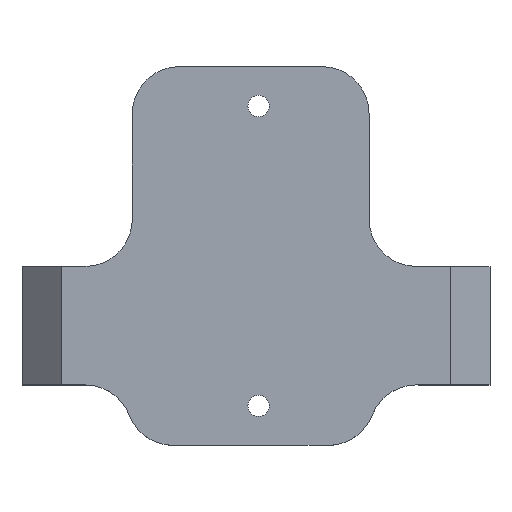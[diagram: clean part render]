
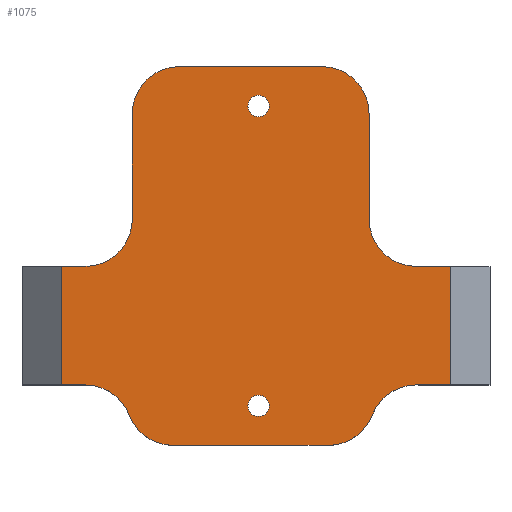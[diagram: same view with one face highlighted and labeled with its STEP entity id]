
A CAD part, top view. The second image highlights one B-rep face of the part: STEP entity #1075.
In plain terms, the highlighted planar face has unit normal (0, 0, 1).
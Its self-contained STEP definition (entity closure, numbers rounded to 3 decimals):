
#39=CIRCLE('',#1133,6.);
#41=CIRCLE('',#1136,6.);
#50=CIRCLE('',#1147,6.);
#51=CIRCLE('',#1149,6.);
#52=CIRCLE('',#1151,6.);
#53=CIRCLE('',#1154,6.);
#54=CIRCLE('',#1157,6.);
#55=CIRCLE('',#1160,6.);
#60=CIRCLE('',#1171,1.35);
#63=CIRCLE('',#1176,1.35);
#81=FACE_BOUND('',#194,.T.);
#82=FACE_BOUND('',#195,.T.);
#123=FACE_OUTER_BOUND('',#193,.T.);
#193=EDGE_LOOP('',(#891,#892,#893,#894,#895,#896,#897,#898,#899,#900,#901,
#902,#903,#904,#905,#906,#907,#908));
#194=EDGE_LOOP('',(#909));
#195=EDGE_LOOP('',(#910));
#249=LINE('',#1575,#363);
#255=LINE('',#1588,#369);
#257=LINE('',#1596,#371);
#265=LINE('',#1613,#379);
#288=LINE('',#1688,#402);
#292=LINE('',#1697,#406);
#294=LINE('',#1704,#408);
#298=LINE('',#1723,#412);
#300=LINE('',#1729,#414);
#304=LINE('',#1742,#418);
#363=VECTOR('',#1261,10.);
#369=VECTOR('',#1271,1000.);
#371=VECTOR('',#1277,10.);
#379=VECTOR('',#1289,10.);
#402=VECTOR('',#1358,10.);
#406=VECTOR('',#1368,10.);
#408=VECTOR('',#1376,10.);
#412=VECTOR('',#1402,10.);
#414=VECTOR('',#1410,1000.);
#418=VECTOR('',#1424,10.);
#471=VERTEX_POINT('',#1572);
#472=VERTEX_POINT('',#1574);
#477=VERTEX_POINT('',#1586);
#480=VERTEX_POINT('',#1593);
#481=VERTEX_POINT('',#1595);
#488=VERTEX_POINT('',#1611);
#496=VERTEX_POINT('',#1631);
#497=VERTEX_POINT('',#1633);
#499=VERTEX_POINT('',#1639);
#513=VERTEX_POINT('',#1673);
#514=VERTEX_POINT('',#1674);
#515=VERTEX_POINT('',#1681);
#516=VERTEX_POINT('',#1683);
#517=VERTEX_POINT('',#1687);
#518=VERTEX_POINT('',#1691);
#519=VERTEX_POINT('',#1695);
#520=VERTEX_POINT('',#1699);
#521=VERTEX_POINT('',#1703);
#526=VERTEX_POINT('',#1725);
#530=VERTEX_POINT('',#1738);
#579=EDGE_CURVE('',#471,#472,#249,.T.);
#586=EDGE_CURVE('',#471,#477,#255,.T.);
#589=EDGE_CURVE('',#480,#481,#257,.T.);
#598=EDGE_CURVE('',#488,#480,#265,.T.);
#608=EDGE_CURVE('',#496,#497,#39,.T.);
#612=EDGE_CURVE('',#499,#496,#41,.T.);
#629=EDGE_CURVE('',#513,#514,#50,.T.);
#632=EDGE_CURVE('',#514,#477,#51,.T.);
#634=EDGE_CURVE('',#515,#516,#52,.T.);
#636=EDGE_CURVE('',#517,#516,#288,.T.);
#639=EDGE_CURVE('',#518,#488,#53,.T.);
#641=EDGE_CURVE('',#518,#519,#292,.T.);
#642=EDGE_CURVE('',#517,#520,#54,.T.);
#644=EDGE_CURVE('',#521,#520,#294,.T.);
#646=EDGE_CURVE('',#521,#519,#55,.T.);
#653=EDGE_CURVE('',#513,#497,#298,.T.);
#655=EDGE_CURVE('',#526,#526,#60,.T.);
#656=EDGE_CURVE('',#499,#481,#300,.T.);
#662=EDGE_CURVE('',#530,#530,#63,.T.);
#663=EDGE_CURVE('',#472,#515,#304,.T.);
#891=ORIENTED_EDGE('',*,*,#579,.F.);
#892=ORIENTED_EDGE('',*,*,#586,.T.);
#893=ORIENTED_EDGE('',*,*,#632,.F.);
#894=ORIENTED_EDGE('',*,*,#629,.F.);
#895=ORIENTED_EDGE('',*,*,#653,.T.);
#896=ORIENTED_EDGE('',*,*,#608,.F.);
#897=ORIENTED_EDGE('',*,*,#612,.F.);
#898=ORIENTED_EDGE('',*,*,#656,.T.);
#899=ORIENTED_EDGE('',*,*,#589,.F.);
#900=ORIENTED_EDGE('',*,*,#598,.F.);
#901=ORIENTED_EDGE('',*,*,#639,.F.);
#902=ORIENTED_EDGE('',*,*,#641,.T.);
#903=ORIENTED_EDGE('',*,*,#646,.F.);
#904=ORIENTED_EDGE('',*,*,#644,.T.);
#905=ORIENTED_EDGE('',*,*,#642,.F.);
#906=ORIENTED_EDGE('',*,*,#636,.T.);
#907=ORIENTED_EDGE('',*,*,#634,.F.);
#908=ORIENTED_EDGE('',*,*,#663,.F.);
#909=ORIENTED_EDGE('',*,*,#655,.T.);
#910=ORIENTED_EDGE('',*,*,#662,.T.);
#1023=PLANE('',#1179);
#1075=ADVANCED_FACE('',(#123,#81,#82),#1023,.T.);
#1133=AXIS2_PLACEMENT_3D('',#1634,#1304,#1305);
#1136=AXIS2_PLACEMENT_3D('',#1641,#1312,#1313);
#1147=AXIS2_PLACEMENT_3D('',#1675,#1342,#1343);
#1149=AXIS2_PLACEMENT_3D('',#1679,#1348,#1349);
#1151=AXIS2_PLACEMENT_3D('',#1684,#1353,#1354);
#1154=AXIS2_PLACEMENT_3D('',#1693,#1363,#1364);
#1157=AXIS2_PLACEMENT_3D('',#1700,#1371,#1372);
#1160=AXIS2_PLACEMENT_3D('',#1707,#1380,#1381);
#1171=AXIS2_PLACEMENT_3D('',#1727,#1406,#1407);
#1176=AXIS2_PLACEMENT_3D('',#1740,#1420,#1421);
#1179=AXIS2_PLACEMENT_3D('',#1756,#1433,#1434);
#1261=DIRECTION('',(0.,1.,0.));
#1271=DIRECTION('',(1.,0.,0.));
#1277=DIRECTION('',(0.,-1.,0.));
#1289=DIRECTION('',(1.,0.,0.));
#1304=DIRECTION('center_axis',(0.,0.,
-1.));
#1305=DIRECTION('ref_axis',(0.,1.,0.));
#1312=DIRECTION('center_axis',(0.,0.,
1.));
#1313=DIRECTION('ref_axis',(-0.707,0.707,0.));
#1342=DIRECTION('center_axis',(0.,0.,
-1.));
#1343=DIRECTION('ref_axis',(0.,1.,0.));
#1348=DIRECTION('center_axis',(0.,0.,
1.));
#1349=DIRECTION('ref_axis',(0.707,0.707,0.));
#1353=DIRECTION('center_axis',(0.,0.,
1.));
#1354=DIRECTION('ref_axis',(0.707,-0.707,0.));
#1358=DIRECTION('',(0.,-1.,0.));
#1363=DIRECTION('center_axis',(0.,0.,
1.));
#1364=DIRECTION('ref_axis',(-0.707,-0.707,0.));
#1368=DIRECTION('',(0.,1.,0.));
#1371=DIRECTION('center_axis',(0.,0.,
-1.));
#1372=DIRECTION('ref_axis',(-0.707,0.707,0.));
#1376=DIRECTION('',(-1.,0.,0.));
#1380=DIRECTION('center_axis',(0.,0.,
-1.));
#1381=DIRECTION('ref_axis',(0.707,0.707,0.));
#1402=DIRECTION('',(1.,0.,0.));
#1406=DIRECTION('center_axis',(0.,0.,
-1.));
#1407=DIRECTION('ref_axis',(1.,0.,0.));
#1410=DIRECTION('',(1.,0.,0.));
#1420=DIRECTION('center_axis',(0.,0.,
-1.));
#1421=DIRECTION('ref_axis',(1.,0.,0.));
#1424=DIRECTION('',(1.,0.,0.));
#1433=DIRECTION('center_axis',(0.,0.,
1.));
#1434=DIRECTION('ref_axis',(1.,0.,0.));
#1572=CARTESIAN_POINT('',(14.545,90.816,8.035));
#1574=CARTESIAN_POINT('',(14.545,105.816,8.035));
#1575=CARTESIAN_POINT('',(14.545,90.816,8.035));
#1586=CARTESIAN_POINT('',(17.523,90.816,8.035));
#1588=CARTESIAN_POINT('',(9.545,90.816,8.035));
#1593=CARTESIAN_POINT('',(63.845,105.816,8.035));
#1595=CARTESIAN_POINT('',(63.845,90.816,8.035));
#1596=CARTESIAN_POINT('',(63.845,90.816,8.035));
#1611=CARTESIAN_POINT('',(59.523,105.816,8.035));
#1613=CARTESIAN_POINT('',(24.37,105.816,8.035));
#1631=CARTESIAN_POINT('',(53.927,86.98,8.035));
#1633=CARTESIAN_POINT('',(48.331,83.144,8.035));
#1634=CARTESIAN_POINT('Origin',(48.331,89.144,8.035));
#1639=CARTESIAN_POINT('',(59.523,90.816,8.035));
#1641=CARTESIAN_POINT('Origin',(59.523,84.816,8.035));
#1673=CARTESIAN_POINT('',(28.715,83.144,8.035));
#1674=CARTESIAN_POINT('',(23.119,86.98,8.035));
#1675=CARTESIAN_POINT('Origin',(28.715,89.144,8.035));
#1679=CARTESIAN_POINT('Origin',(17.523,84.816,8.035));
#1681=CARTESIAN_POINT('',(17.523,105.816,8.035));
#1683=CARTESIAN_POINT('',(23.523,111.816,8.035));
#1684=CARTESIAN_POINT('Origin',(17.523,111.816,8.035));
#1687=CARTESIAN_POINT('',(23.523,125.144,8.035));
#1688=CARTESIAN_POINT('',(23.523,131.144,8.035));
#1691=CARTESIAN_POINT('',(53.523,111.816,8.035));
#1693=CARTESIAN_POINT('Origin',(59.523,111.816,8.035));
#1695=CARTESIAN_POINT('',(53.523,125.144,8.035));
#1697=CARTESIAN_POINT('',(53.523,83.144,8.035));
#1699=CARTESIAN_POINT('',(29.523,131.144,8.035));
#1700=CARTESIAN_POINT('Origin',(29.523,125.144,8.035));
#1703=CARTESIAN_POINT('',(47.523,131.144,8.035));
#1704=CARTESIAN_POINT('',(53.523,131.144,8.035));
#1707=CARTESIAN_POINT('Origin',(47.523,125.144,8.035));
#1723=CARTESIAN_POINT('',(23.523,83.144,8.035));
#1725=CARTESIAN_POINT('',(38.173,88.144,8.035));
#1727=CARTESIAN_POINT('Origin',(39.523,88.144,8.035));
#1729=CARTESIAN_POINT('',(9.545,90.816,8.035));
#1738=CARTESIAN_POINT('',(38.173,126.144,8.035));
#1740=CARTESIAN_POINT('Origin',(39.523,126.144,8.035));
#1742=CARTESIAN_POINT('',(24.37,105.816,8.035));
#1756=CARTESIAN_POINT('Origin',(9.545,90.816,8.035));
